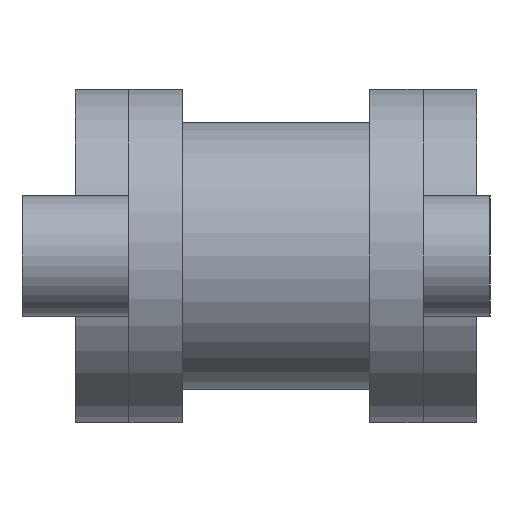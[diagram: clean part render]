
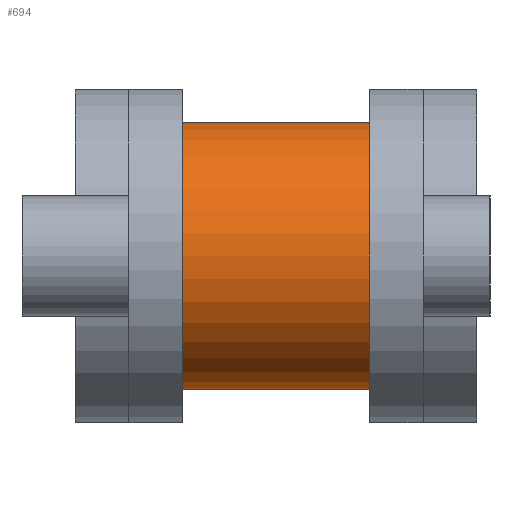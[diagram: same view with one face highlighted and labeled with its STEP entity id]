
A CAD part, left-side view. The second image highlights one B-rep face of the part: STEP entity #694.
In plain terms, the highlighted cylindrical face has radius 2 mm (diameter 4 mm), a full revolution.
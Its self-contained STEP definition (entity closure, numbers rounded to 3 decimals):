
#383=FACE_BOUND('',#446,.T.);
#408=FACE_OUTER_BOUND('',#445,.T.);
#445=EDGE_LOOP('',(#621));
#446=EDGE_LOOP('',(#622));
#486=CIRCLE('',#745,2.);
#487=CIRCLE('',#747,2.);
#520=VERTEX_POINT('',#1212);
#521=VERTEX_POINT('',#1215);
#558=EDGE_CURVE('',#520,#520,#486,.T.);
#559=EDGE_CURVE('',#521,#521,#487,.T.);
#621=ORIENTED_EDGE('',*,*,#559,.F.);
#622=ORIENTED_EDGE('',*,*,#558,.T.);
#671=CYLINDRICAL_SURFACE('',#746,2.);
#694=ADVANCED_FACE('',(#408,#383),#671,.T.);
#745=AXIS2_PLACEMENT_3D('',#1213,#929,#930);
#746=AXIS2_PLACEMENT_3D('',#1214,#931,#932);
#747=AXIS2_PLACEMENT_3D('',#1216,#933,#934);
#929=DIRECTION('center_axis',(0.,1.,0.));
#930=DIRECTION('ref_axis',(-1.,0.,0.));
#931=DIRECTION('center_axis',(0.,1.,0.));
#932=DIRECTION('ref_axis',(-1.,0.,0.));
#933=DIRECTION('center_axis',(0.,1.,0.));
#934=DIRECTION('ref_axis',(-1.,0.,0.));
#1212=CARTESIAN_POINT('',(-2.,0.8,0.));
#1213=CARTESIAN_POINT('Origin',(0.,0.8,0.));
#1214=CARTESIAN_POINT('Origin',(0.,2.2,0.));
#1215=CARTESIAN_POINT('',(-2.,3.6,0.));
#1216=CARTESIAN_POINT('Origin',(0.,3.6,0.));
